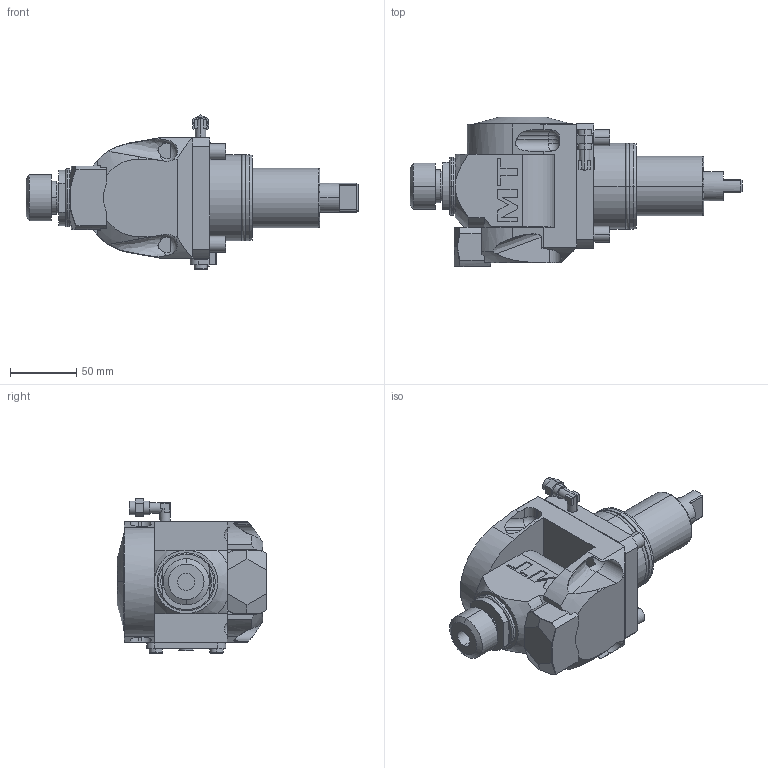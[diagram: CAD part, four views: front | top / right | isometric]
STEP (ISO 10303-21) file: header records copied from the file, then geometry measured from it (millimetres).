
FILE_DESCRIPTION((''),'2;1');
FILE_NAME('DWO1850120_CONF','2024-12-12T11:13:09',('smalpassi'),('M.T. srl'),'CREO PARAMETRIC BY PTC INC, 2023352','CREO PARAMETRIC BY PTC INC, 2023352','');
FILE_SCHEMA(('CONFIG_CONTROL_DESIGN'));
Length unit declared in the file: millimetre
Products named in the file (1): DWO1850120_CONF
Bounding box: 251.16 x 113.2 x 116.87 mm (x, y, z)
Volume: 923929.3 mm3; surface area: 95126.5 mm2
Topology: 1 solids, 1 shells, 371 faces, 953 edges, 611 vertices
Faces by surface type: plane 200, cylinder 109, cone 20, torus 16, sphere 12, bspline 10, extrusion 4
Entity records: 12880 total; most frequent: CARTESIAN_POINT 3818, ORIENTED_EDGE 1898, DIRECTION 1850, EDGE_CURVE 949, AXIS2_PLACEMENT_3D 653, VERTEX_POINT 611, VECTOR 544, LINE 540
